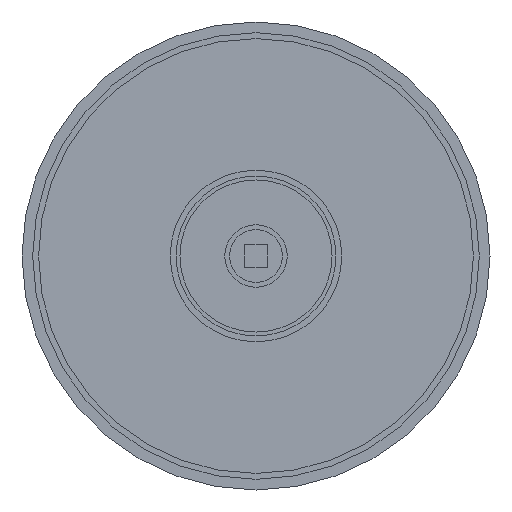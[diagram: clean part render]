
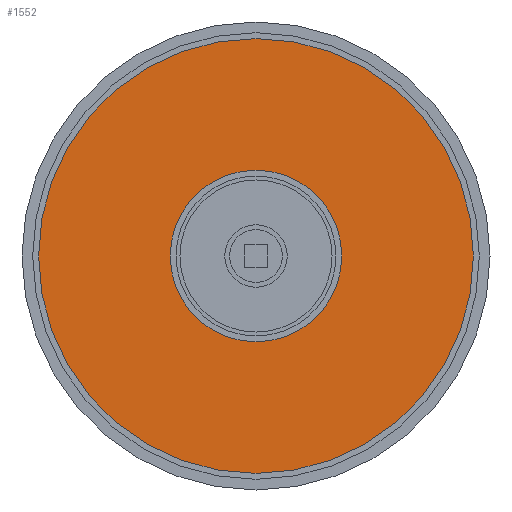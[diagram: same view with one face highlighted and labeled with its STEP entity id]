
A CAD part, front view. The second image highlights one B-rep face of the part: STEP entity #1552.
In plain terms, the highlighted planar face has unit normal (0, -1, 0).
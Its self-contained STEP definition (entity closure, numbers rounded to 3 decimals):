
#10 = DIRECTION ( 'NONE',  ( 0., -1., 0. ) ) ;
#15 = EDGE_LOOP ( 'NONE', ( #1776, #1023 ) ) ;
#33 = AXIS2_PLACEMENT_3D ( 'NONE', #453, #1062, #579 ) ;
#112 = AXIS2_PLACEMENT_3D ( 'NONE', #1976, #10, #1647 ) ;
#161 = DIRECTION ( 'NONE',  ( 0., -1., 0. ) ) ;
#211 = DIRECTION ( 'NONE',  ( 0., 1., 0. ) ) ;
#230 = FACE_BOUND ( 'NONE', #15, .T. ) ;
#240 = EDGE_CURVE ( 'NONE', #487, #810, #1594, .T. ) ;
#241 = ORIENTED_EDGE ( 'NONE', *, *, #1397, .T. ) ;
#335 = EDGE_CURVE ( 'NONE', #1044, #1013, #728, .T. ) ;
#453 = CARTESIAN_POINT ( 'NONE',  ( 0., 0., 0. ) ) ;
#487 = VERTEX_POINT ( 'NONE', #1852 ) ;
#579 = DIRECTION ( 'NONE',  ( 0., 0., -1. ) ) ;
#587 = AXIS2_PLACEMENT_3D ( 'NONE', #1043, #211, #1840 ) ;
#728 = CIRCLE ( 'NONE', #112, 55.75 ) ;
#742 = CARTESIAN_POINT ( 'NONE',  ( 0., 0., 55.75 ) ) ;
#810 = VERTEX_POINT ( 'NONE', #1545 ) ;
#942 = CARTESIAN_POINT ( 'NONE',  ( 0., 0., 0. ) ) ;
#944 = CARTESIAN_POINT ( 'NONE',  ( 0., 0., -55.75 ) ) ;
#1008 = CARTESIAN_POINT ( 'NONE',  ( 0., 0., 0. ) ) ;
#1013 = VERTEX_POINT ( 'NONE', #944 ) ;
#1023 = ORIENTED_EDGE ( 'NONE', *, *, #240, .F. ) ;
#1033 = FACE_OUTER_BOUND ( 'NONE', #1107, .T. ) ;
#1043 = CARTESIAN_POINT ( 'NONE',  ( 0., 0., 0. ) ) ;
#1044 = VERTEX_POINT ( 'NONE', #742 ) ;
#1062 = DIRECTION ( 'NONE',  ( 0., -1., 0. ) ) ;
#1101 = CIRCLE ( 'NONE', #33, 55.75 ) ;
#1107 = EDGE_LOOP ( 'NONE', ( #1395, #241 ) ) ;
#1140 = EDGE_CURVE ( 'NONE', #810, #487, #1622, .T. ) ;
#1303 = DIRECTION ( 'NONE',  ( 0., 0., 1. ) ) ;
#1380 = AXIS2_PLACEMENT_3D ( 'NONE', #1008, #161, #1477 ) ;
#1395 = ORIENTED_EDGE ( 'NONE', *, *, #335, .T. ) ;
#1397 = EDGE_CURVE ( 'NONE', #1013, #1044, #1101, .T. ) ;
#1477 = DIRECTION ( 'NONE',  ( 0., 0., 1. ) ) ;
#1545 = CARTESIAN_POINT ( 'NONE',  ( 0., 0., 22. ) ) ;
#1552 = ADVANCED_FACE ( 'NONE', ( #230, #1033 ), #1681, .F. ) ;
#1594 = CIRCLE ( 'NONE', #1862, 22. ) ;
#1622 = CIRCLE ( 'NONE', #1380, 22. ) ;
#1647 = DIRECTION ( 'NONE',  ( 0., 0., -1. ) ) ;
#1681 = PLANE ( 'NONE',  #587 ) ;
#1776 = ORIENTED_EDGE ( 'NONE', *, *, #1140, .F. ) ;
#1840 = DIRECTION ( 'NONE',  ( 0., 0., 1. ) ) ;
#1852 = CARTESIAN_POINT ( 'NONE',  ( 0., 0., -22. ) ) ;
#1862 = AXIS2_PLACEMENT_3D ( 'NONE', #942, #2112, #1303 ) ;
#1976 = CARTESIAN_POINT ( 'NONE',  ( 0., 0., 0. ) ) ;
#2112 = DIRECTION ( 'NONE',  ( 0., -1., 0. ) ) ;
